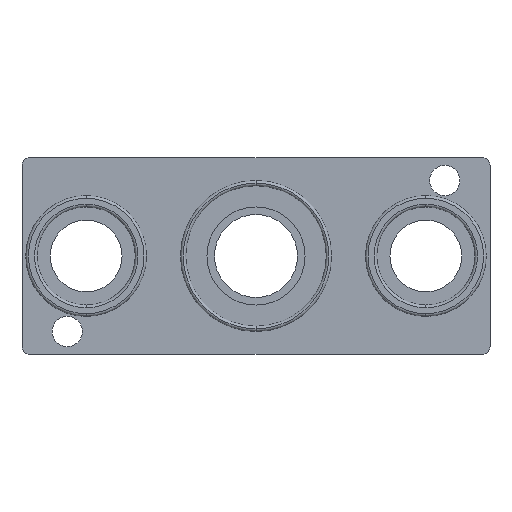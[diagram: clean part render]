
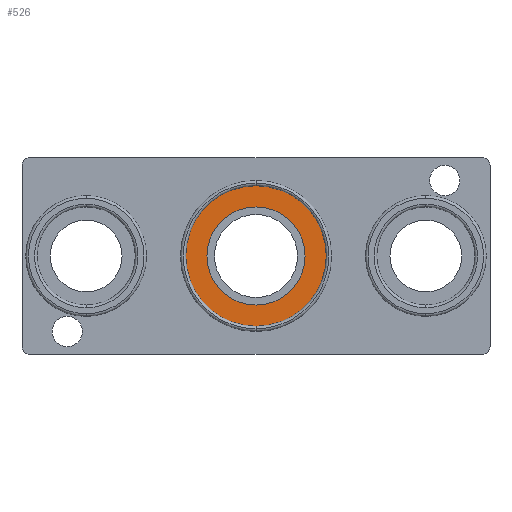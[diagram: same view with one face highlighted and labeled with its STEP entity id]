
A CAD part, front view. The second image highlights one B-rep face of the part: STEP entity #526.
In plain terms, the highlighted planar face has unit normal (0, -1, 0).
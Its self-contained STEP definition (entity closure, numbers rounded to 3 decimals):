
#6 = DIRECTION ( 'NONE',  ( 0., -1., 0. ) ) ;
#30 = CIRCLE ( 'NONE', #815, 6.5 ) ;
#60 = AXIS2_PLACEMENT_3D ( 'NONE', #818, #6, #944 ) ;
#270 = EDGE_CURVE ( 'NONE', #1346, #1592, #30, .T. ) ;
#288 = ORIENTED_EDGE ( 'NONE', *, *, #450, .F. ) ;
#414 = CIRCLE ( 'NONE', #1171, 9.3 ) ;
#419 = DIRECTION ( 'NONE',  ( 0., 1., 0. ) ) ;
#450 = EDGE_CURVE ( 'NONE', #1592, #1346, #503, .T. ) ;
#461 = CARTESIAN_POINT ( 'NONE',  ( 31., 0., -13. ) ) ;
#503 = CIRCLE ( 'NONE', #60, 6.5 ) ;
#524 = CARTESIAN_POINT ( 'NONE',  ( 31., 0., -13. ) ) ;
#526 = ADVANCED_FACE ( 'NONE', ( #1490, #643 ), #698, .T. ) ;
#563 = CARTESIAN_POINT ( 'NONE',  ( 31., 0., -19.5 ) ) ;
#568 = CARTESIAN_POINT ( 'NONE',  ( 0., 0., 0. ) ) ;
#570 = AXIS2_PLACEMENT_3D ( 'NONE', #461, #1369, #589 ) ;
#589 = DIRECTION ( 'NONE',  ( 0., 0., -1. ) ) ;
#628 = EDGE_CURVE ( 'NONE', #1505, #755, #1558, .T. ) ;
#643 = FACE_BOUND ( 'NONE', #1528, .T. ) ;
#653 = DIRECTION ( 'NONE',  ( 0., 0., -1. ) ) ;
#693 = DIRECTION ( 'NONE',  ( 0., -1., 0. ) ) ;
#698 = PLANE ( 'NONE',  #1652 ) ;
#755 = VERTEX_POINT ( 'NONE', #1079 ) ;
#815 = AXIS2_PLACEMENT_3D ( 'NONE', #524, #1433, #653 ) ;
#818 = CARTESIAN_POINT ( 'NONE',  ( 31., 0., -13. ) ) ;
#834 = DIRECTION ( 'NONE',  ( 0., 0., -1. ) ) ;
#857 = EDGE_LOOP ( 'NONE', ( #1202, #1413 ) ) ;
#859 = CARTESIAN_POINT ( 'NONE',  ( 31., 0., -22.3 ) ) ;
#944 = DIRECTION ( 'NONE',  ( 0., 0., -1. ) ) ;
#1079 = CARTESIAN_POINT ( 'NONE',  ( 31., 0., -3.7 ) ) ;
#1129 = CARTESIAN_POINT ( 'NONE',  ( 31., 0., -6.5 ) ) ;
#1171 = AXIS2_PLACEMENT_3D ( 'NONE', #1201, #419, #1331 ) ;
#1201 = CARTESIAN_POINT ( 'NONE',  ( 31., 0., -13. ) ) ;
#1202 = ORIENTED_EDGE ( 'NONE', *, *, #628, .F. ) ;
#1255 = EDGE_CURVE ( 'NONE', #755, #1505, #414, .T. ) ;
#1284 = ORIENTED_EDGE ( 'NONE', *, *, #270, .F. ) ;
#1331 = DIRECTION ( 'NONE',  ( 0., 0., -1. ) ) ;
#1346 = VERTEX_POINT ( 'NONE', #563 ) ;
#1369 = DIRECTION ( 'NONE',  ( 0., 1., 0. ) ) ;
#1413 = ORIENTED_EDGE ( 'NONE', *, *, #1255, .F. ) ;
#1433 = DIRECTION ( 'NONE',  ( 0., -1., 0. ) ) ;
#1490 = FACE_OUTER_BOUND ( 'NONE', #857, .T. ) ;
#1505 = VERTEX_POINT ( 'NONE', #859 ) ;
#1528 = EDGE_LOOP ( 'NONE', ( #288, #1284 ) ) ;
#1558 = CIRCLE ( 'NONE', #570, 9.3 ) ;
#1592 = VERTEX_POINT ( 'NONE', #1129 ) ;
#1652 = AXIS2_PLACEMENT_3D ( 'NONE', #568, #693, #834 ) ;
